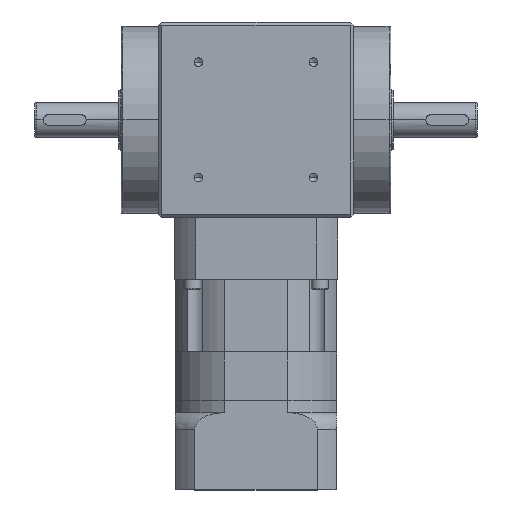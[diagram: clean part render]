
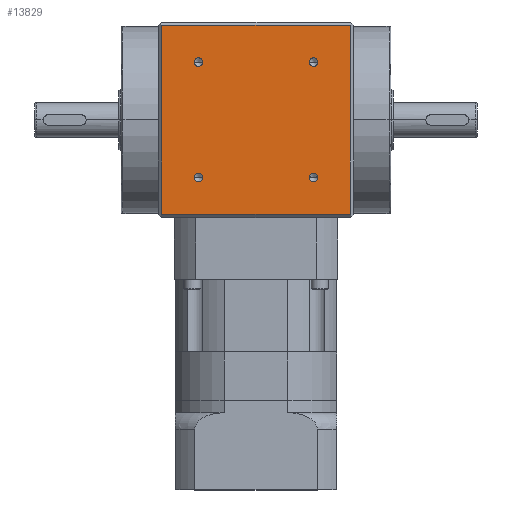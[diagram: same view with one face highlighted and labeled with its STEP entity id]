
A CAD part, top view. The second image highlights one B-rep face of the part: STEP entity #13829.
In plain terms, the highlighted planar face has unit normal (0, 0, 1).
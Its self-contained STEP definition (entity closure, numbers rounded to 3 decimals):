
#314 = CARTESIAN_POINT ( 'NONE',  ( -60., 250.1, 57. ) ) ;
#572 = CIRCLE ( 'NONE', #16301, 2.5 ) ;
#598 = DIRECTION ( 'NONE',  ( 1., 0., 0. ) ) ;
#624 = ORIENTED_EDGE ( 'NONE', *, *, #1043, .F. ) ;
#707 = CARTESIAN_POINT ( 'NONE',  ( -33.588, 224.188, 57. ) ) ;
#888 = EDGE_CURVE ( 'NONE', #10565, #2974, #572, .T. ) ;
#1043 = EDGE_CURVE ( 'NONE', #21059, #10977, #9996, .T. ) ;
#1149 = ORIENTED_EDGE ( 'NONE', *, *, #2503, .F. ) ;
#1389 = CARTESIAN_POINT ( 'NONE',  ( -33.588, 229.188, 57. ) ) ;
#1898 = EDGE_LOOP ( 'NONE', ( #5204, #16365 ) ) ;
#1939 = DIRECTION ( 'NONE',  ( 0., 1., 0. ) ) ;
#2071 = EDGE_CURVE ( 'NONE', #3718, #12269, #5646, .T. ) ;
#2491 = CIRCLE ( 'NONE', #6073, 2.5 ) ;
#2503 = EDGE_CURVE ( 'NONE', #12269, #3718, #18173, .T. ) ;
#2672 = EDGE_CURVE ( 'NONE', #17197, #21059, #13567, .T. ) ;
#2974 = VERTEX_POINT ( 'NONE', #1389 ) ;
#3136 = EDGE_LOOP ( 'NONE', ( #18474, #10065, #11530, #624 ) ) ;
#3321 = DIRECTION ( 'NONE',  ( 0., 0., 1. ) ) ;
#3714 = VERTEX_POINT ( 'NONE', #13733 ) ;
#3718 = VERTEX_POINT ( 'NONE', #17006 ) ;
#3848 = VECTOR ( 'NONE', #16293, 1000. ) ;
#3966 = CARTESIAN_POINT ( 'NONE',  ( 33.588, 159.512, 57. ) ) ;
#4101 = CARTESIAN_POINT ( 'NONE',  ( 33.588, 226.688, 57. ) ) ;
#4251 = ORIENTED_EDGE ( 'NONE', *, *, #2071, .F. ) ;
#4294 = LINE ( 'NONE', #13596, #21159 ) ;
#4357 = CARTESIAN_POINT ( 'NONE',  ( -33.588, 226.688, 57. ) ) ;
#4410 = ORIENTED_EDGE ( 'NONE', *, *, #14775, .F. ) ;
#4821 = CARTESIAN_POINT ( 'NONE',  ( -33.588, 226.688, 57. ) ) ;
#5204 = ORIENTED_EDGE ( 'NONE', *, *, #888, .F. ) ;
#5344 = ORIENTED_EDGE ( 'NONE', *, *, #11381, .F. ) ;
#5584 = DIRECTION ( 'NONE',  ( 0., -1., 0. ) ) ;
#5646 = CIRCLE ( 'NONE', #18205, 2.5 ) ;
#5685 = VERTEX_POINT ( 'NONE', #6276 ) ;
#5697 = DIRECTION ( 'NONE',  ( 0., -1., 0. ) ) ;
#5971 = DIRECTION ( 'NONE',  ( 0., -1., 0. ) ) ;
#6024 = CARTESIAN_POINT ( 'NONE',  ( -54.844, 138.1, 57. ) ) ;
#6073 = AXIS2_PLACEMENT_3D ( 'NONE', #17435, #7646, #19078 ) ;
#6276 = CARTESIAN_POINT ( 'NONE',  ( -33.588, 157.012, 57. ) ) ;
#6394 = AXIS2_PLACEMENT_3D ( 'NONE', #314, #11731, #1939 ) ;
#6477 = CARTESIAN_POINT ( 'NONE',  ( -54.844, 0., 57. ) ) ;
#7646 = DIRECTION ( 'NONE',  ( 0., 0., 1. ) ) ;
#8356 = PLANE ( 'NONE',  #6394 ) ;
#8370 = CARTESIAN_POINT ( 'NONE',  ( 33.588, 224.188, 57. ) ) ;
#8435 = DIRECTION ( 'NONE',  ( 0., 0., 1. ) ) ;
#8508 = EDGE_LOOP ( 'NONE', ( #1149, #4251 ) ) ;
#9112 = AXIS2_PLACEMENT_3D ( 'NONE', #19472, #9684, #21123 ) ;
#9184 = VECTOR ( 'NONE', #15948, 1000. ) ;
#9353 = CIRCLE ( 'NONE', #14468, 2.5 ) ;
#9388 = DIRECTION ( 'NONE',  ( -1., 0., 0. ) ) ;
#9519 = DIRECTION ( 'NONE',  ( 0., 0., 1. ) ) ;
#9684 = DIRECTION ( 'NONE',  ( 0., 0., 1. ) ) ;
#9924 = EDGE_CURVE ( 'NONE', #16799, #17197, #4294, .T. ) ;
#9996 = LINE ( 'NONE', #20846, #14373 ) ;
#10065 = ORIENTED_EDGE ( 'NONE', *, *, #9924, .F. ) ;
#10436 = EDGE_LOOP ( 'NONE', ( #16759, #18121 ) ) ;
#10540 = AXIS2_PLACEMENT_3D ( 'NONE', #3966, #15395, #5584 ) ;
#10565 = VERTEX_POINT ( 'NONE', #707 ) ;
#10744 = CIRCLE ( 'NONE', #9112, 2.5 ) ;
#10977 = VERTEX_POINT ( 'NONE', #6024 ) ;
#11381 = EDGE_CURVE ( 'NONE', #3714, #16603, #15298, .T. ) ;
#11530 = ORIENTED_EDGE ( 'NONE', *, *, #15516, .F. ) ;
#11608 = FACE_OUTER_BOUND ( 'NONE', #3136, .T. ) ;
#11731 = DIRECTION ( 'NONE',  ( 0., 0., -1. ) ) ;
#12115 = FACE_BOUND ( 'NONE', #19639, .T. ) ;
#12269 = VERTEX_POINT ( 'NONE', #8370 ) ;
#13567 = LINE ( 'NONE', #14324, #9184 ) ;
#13596 = CARTESIAN_POINT ( 'NONE',  ( -60., 248.1, 57. ) ) ;
#13733 = CARTESIAN_POINT ( 'NONE',  ( 33.588, 162.012, 57. ) ) ;
#13829 = ADVANCED_FACE ( 'NONE', ( #20284, #16469, #12115, #15964, #11608 ), #8356, .F. ) ;
#13845 = VERTEX_POINT ( 'NONE', #16645 ) ;
#13919 = CARTESIAN_POINT ( 'NONE',  ( 54.844, 248.1, 57. ) ) ;
#14324 = CARTESIAN_POINT ( 'NONE',  ( 54.844, 0., 57. ) ) ;
#14373 = VECTOR ( 'NONE', #9388, 1000. ) ;
#14468 = AXIS2_PLACEMENT_3D ( 'NONE', #18219, #8435, #19863 ) ;
#14607 = CARTESIAN_POINT ( 'NONE',  ( -54.844, 248.1, 57. ) ) ;
#14775 = EDGE_CURVE ( 'NONE', #16603, #3714, #10744, .T. ) ;
#15298 = CIRCLE ( 'NONE', #10540, 2.5 ) ;
#15335 = CIRCLE ( 'NONE', #20168, 2.5 ) ;
#15395 = DIRECTION ( 'NONE',  ( 0., 0., 1. ) ) ;
#15516 = EDGE_CURVE ( 'NONE', #10977, #16799, #16869, .T. ) ;
#15520 = DIRECTION ( 'NONE',  ( 0., 0., 1. ) ) ;
#15790 = DIRECTION ( 'NONE',  ( 0., 0., 1. ) ) ;
#15948 = DIRECTION ( 'NONE',  ( 0., -1., 0. ) ) ;
#15964 = FACE_BOUND ( 'NONE', #10436, .T. ) ;
#16255 = DIRECTION ( 'NONE',  ( 0., -1., 0. ) ) ;
#16293 = DIRECTION ( 'NONE',  ( 0., 1., 0. ) ) ;
#16301 = AXIS2_PLACEMENT_3D ( 'NONE', #4821, #3321, #16255 ) ;
#16324 = AXIS2_PLACEMENT_3D ( 'NONE', #4101, #15520, #5697 ) ;
#16365 = ORIENTED_EDGE ( 'NONE', *, *, #17295, .F. ) ;
#16469 = FACE_BOUND ( 'NONE', #8508, .T. ) ;
#16603 = VERTEX_POINT ( 'NONE', #20371 ) ;
#16645 = CARTESIAN_POINT ( 'NONE',  ( -33.588, 162.012, 57. ) ) ;
#16759 = ORIENTED_EDGE ( 'NONE', *, *, #18322, .F. ) ;
#16799 = VERTEX_POINT ( 'NONE', #14607 ) ;
#16869 = LINE ( 'NONE', #6477, #3848 ) ;
#17006 = CARTESIAN_POINT ( 'NONE',  ( 33.588, 229.188, 57. ) ) ;
#17197 = VERTEX_POINT ( 'NONE', #13919 ) ;
#17295 = EDGE_CURVE ( 'NONE', #2974, #10565, #15335, .T. ) ;
#17421 = CARTESIAN_POINT ( 'NONE',  ( 54.844, 138.1, 57. ) ) ;
#17435 = CARTESIAN_POINT ( 'NONE',  ( -33.588, 159.512, 57. ) ) ;
#18050 = EDGE_CURVE ( 'NONE', #13845, #5685, #2491, .T. ) ;
#18121 = ORIENTED_EDGE ( 'NONE', *, *, #18050, .F. ) ;
#18173 = CIRCLE ( 'NONE', #16324, 2.5 ) ;
#18205 = AXIS2_PLACEMENT_3D ( 'NONE', #19311, #9519, #20973 ) ;
#18219 = CARTESIAN_POINT ( 'NONE',  ( -33.588, 159.512, 57. ) ) ;
#18322 = EDGE_CURVE ( 'NONE', #5685, #13845, #9353, .T. ) ;
#18474 = ORIENTED_EDGE ( 'NONE', *, *, #2672, .F. ) ;
#19078 = DIRECTION ( 'NONE',  ( 0., -1., 0. ) ) ;
#19311 = CARTESIAN_POINT ( 'NONE',  ( 33.588, 226.688, 57. ) ) ;
#19472 = CARTESIAN_POINT ( 'NONE',  ( 33.588, 159.512, 57. ) ) ;
#19639 = EDGE_LOOP ( 'NONE', ( #4410, #5344 ) ) ;
#19863 = DIRECTION ( 'NONE',  ( 0., -1., 0. ) ) ;
#20168 = AXIS2_PLACEMENT_3D ( 'NONE', #4357, #15790, #5971 ) ;
#20284 = FACE_BOUND ( 'NONE', #1898, .T. ) ;
#20371 = CARTESIAN_POINT ( 'NONE',  ( 33.588, 157.012, 57. ) ) ;
#20846 = CARTESIAN_POINT ( 'NONE',  ( -60., 138.1, 57. ) ) ;
#20973 = DIRECTION ( 'NONE',  ( 0., -1., 0. ) ) ;
#21059 = VERTEX_POINT ( 'NONE', #17421 ) ;
#21123 = DIRECTION ( 'NONE',  ( 0., -1., 0. ) ) ;
#21159 = VECTOR ( 'NONE', #598, 1000. ) ;
